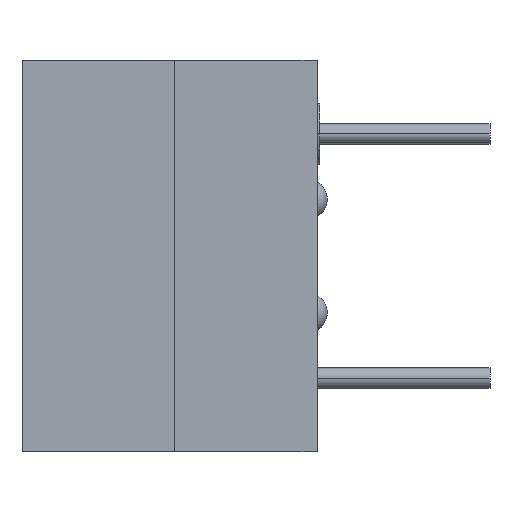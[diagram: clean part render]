
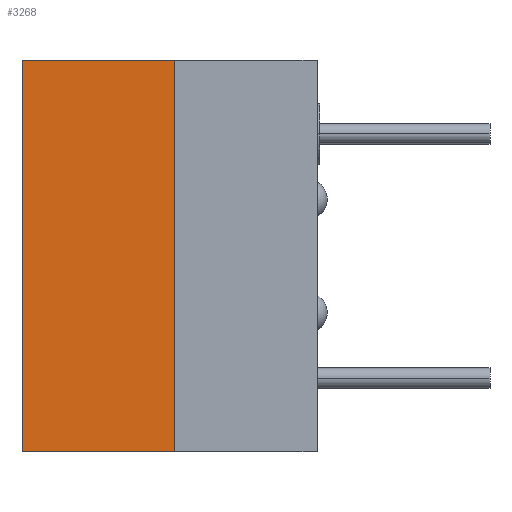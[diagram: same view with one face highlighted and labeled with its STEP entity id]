
A CAD part, left-side view. The second image highlights one B-rep face of the part: STEP entity #3268.
In plain terms, the highlighted face is planar.
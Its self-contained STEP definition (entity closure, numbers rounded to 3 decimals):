
#2936=DIRECTION('',(0.,0.,-1.));
#2937=VECTOR('',#2936,7.7);
#2938=CARTESIAN_POINT('',(7.,0.,3.85));
#2939=LINE('',#2938,#2937);
#2958=DIRECTION('',(0.,1.,0.));
#2959=VECTOR('',#2958,3.);
#2960=CARTESIAN_POINT('',(7.,0.,-3.85));
#2961=LINE('',#2960,#2959);
#2962=DIRECTION('',(0.,1.,0.));
#2963=VECTOR('',#2962,3.);
#2964=CARTESIAN_POINT('',(7.,0.,3.85));
#2965=LINE('',#2964,#2963);
#2978=DIRECTION('',(0.,0.,-1.));
#2979=VECTOR('',#2978,7.7);
#2980=CARTESIAN_POINT('',(7.,3.,3.85));
#2981=LINE('',#2980,#2979);
#3140=CARTESIAN_POINT('',(7.,0.,3.85));
#3141=VERTEX_POINT('',#3140);
#3142=CARTESIAN_POINT('',(7.,0.,-3.85));
#3143=VERTEX_POINT('',#3142);
#3148=CARTESIAN_POINT('',(7.,3.,3.85));
#3149=VERTEX_POINT('',#3148);
#3150=CARTESIAN_POINT('',(7.,3.,-3.85));
#3151=VERTEX_POINT('',#3150);
#3255=CARTESIAN_POINT('',(7.,0.,3.85));
#3256=DIRECTION('',(1.,0.,0.));
#3257=DIRECTION('',(0.,0.,-1.));
#3258=AXIS2_PLACEMENT_3D('',#3255,#3256,#3257);
#3259=PLANE('',#3258);
#3260=ORIENTED_EDGE('',*,*,#3213,.F.);
#3262=ORIENTED_EDGE('',*,*,#3261,.T.);
#3264=ORIENTED_EDGE('',*,*,#3263,.T.);
#3265=ORIENTED_EDGE('',*,*,#3247,.F.);
#3266=EDGE_LOOP('',(#3260,#3262,#3264,#3265));
#3267=FACE_OUTER_BOUND('',#3266,.F.);
#3268=ADVANCED_FACE('',(#3267),#3259,.T.);
#3213=EDGE_CURVE('',#3141,#3143,#2939,.T.);
#3247=EDGE_CURVE('',#3143,#3151,#2961,.T.);
#3261=EDGE_CURVE('',#3141,#3149,#2965,.T.);
#3263=EDGE_CURVE('',#3149,#3151,#2981,.T.);
